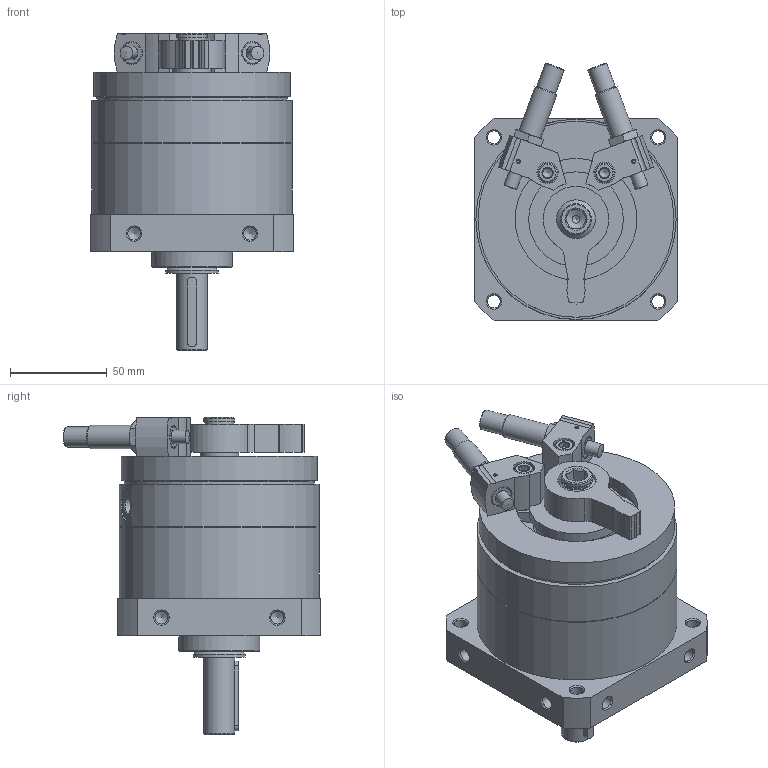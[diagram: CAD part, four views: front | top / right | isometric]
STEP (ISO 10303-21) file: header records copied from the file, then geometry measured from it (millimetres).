
FILE_DESCRIPTION(/* description */ ('STEP AP214'),/* implementation_level */ '2;1');
FILE_NAME(/* name */ '1145106_DSM-T-32-270-CC-A-B',/* time_stamp */ '2024-08-21T19:26:42+02:00',/* author */ ('License CC BY-ND 4.0'),/* organization */ ('CADENAS'),/* preprocessor_version */ 'ST-DEVELOPER v19.3',/* originating_system */ 'PARTsolutions',/* authorisation */ ' ');
FILE_SCHEMA (('AUTOMOTIVE_DESIGN {1 0 10303 214 3 1 1}'));
Length unit declared in the file: millimetre
Products named in the file (9): 1145106 DSM-T-32-270-CC-A-B--(0); 547584 DSM-32-270-CC-A-B_G---(T); 704065 DSM-32-BR---(HZ); 548013 DYSC-8-8-Y1F---(SD_0); 342622 DSM-32_NS; DIN-912 - M6x25(F); 348987 SPZ-20 M12X1-4-15; 704064 DSM-32-BL---(HZ); 547584 DSM-32-270-CC-A-B_K---(T)
Assembly tree (12 placements, depth 2):
  1145106 DSM-T-32-270-CC-A-B--(0)
    547584 DSM-32-270-CC-A-B_G---(T)
    704065 DSM-32-BR---(HZ)
    548013 DYSC-8-8-Y1F---(SD_0)  x2
    342622 DSM-32_NS  x2
    DIN-912 - M6x25(F)  x2
    348987 SPZ-20 M12X1-4-15  x2
    704064 DSM-32-BL---(HZ)
    547584 DSM-32-270-CC-A-B_K---(T)
Bounding box: 105 x 133.31 x 164.1 mm (x, y, z)
Volume: 815047.4 mm3; surface area: 131517.2 mm2
Topology: 12 solids, 12 shells, 378 faces, 871 edges, 549 vertices
Faces by surface type: plane 166, cylinder 125, cone 84, sphere 2, torus 1
Full cylindrical faces by diameter (mm): 1.567 x2, 3.242 x1, 4 x2, 4.134 x1, 4.917 x2, 5.3 x1, 6 x2, 6.6 x2, 6.647 x10, 7 x4, 8.566 x2, 10 x2, 10.4 x2, 10.917 x4, 11 x2, 12 x2, 15 x2, 15.2 x1, 16 x3, 20 x3, 27 x1, 42 x1, 43 x1, 49 x1, 63 x1, 72 x1, 82 x2, 98.5 x1, 101.5 x1, 103.65 x2
Entity records: 8294 total; most frequent: CARTESIAN_POINT 1487, DIRECTION 1453, ORIENTED_EDGE 1130, AXIS2_PLACEMENT_3D 603, EDGE_CURVE 565, FACE_BOUND 480, EDGE_LOOP 469, VERTEX_POINT 431
